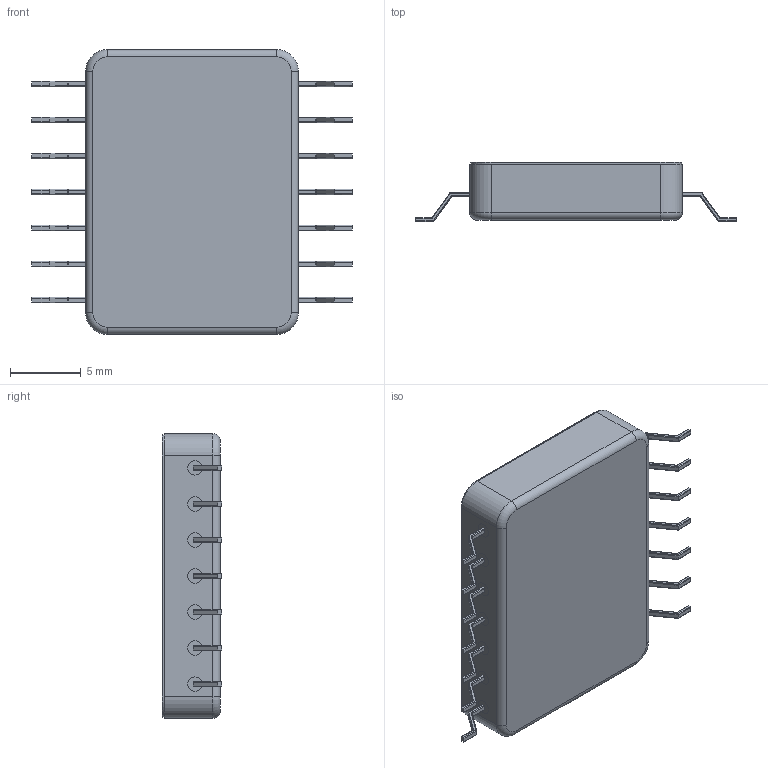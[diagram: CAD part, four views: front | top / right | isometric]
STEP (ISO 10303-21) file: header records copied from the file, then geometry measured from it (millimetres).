
FILE_DESCRIPTION (( 'STEP AP214' ), '1' );
FILE_NAME ('QT129.STEP', '2023-08-09T23:16:14', ( '' ), ( '' ), 'SwSTEP 2.0', 'SolidWorks 2022', '' );
FILE_SCHEMA (( 'AUTOMOTIVE_DESIGN' ));
Length unit declared in the file: inch
Products named in the file (1): QT129
Bounding box: 22.61 x 4.17 x 20.07 mm (x, y, z)
Volume: 470.9 mm3; surface area: 1856.1 mm2
Topology: 18 solids, 18 shells, 830 faces, 2010 edges, 1237 vertices
Faces by surface type: cylinder 350, plane 341, torus 60, bspline 44, sphere 35
Entity records: 37596 total; most frequent: CARTESIAN_POINT 7189, DIRECTION 4081, ORIENTED_EDGE 3978, EDGE_CURVE 1989, AXIS2_PLACEMENT_3D 1449, VERTEX_POINT 1237, VECTOR 1183, LINE 1183
